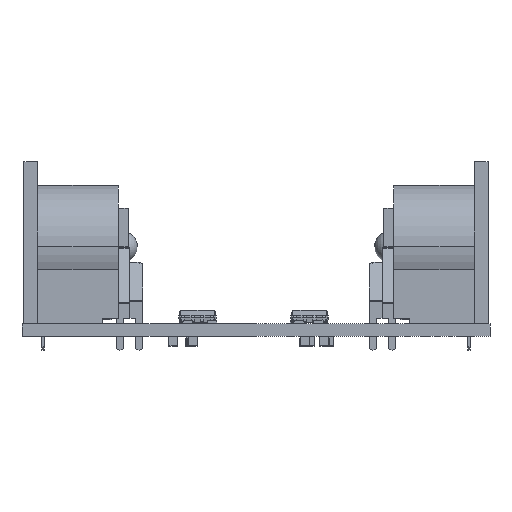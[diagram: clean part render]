
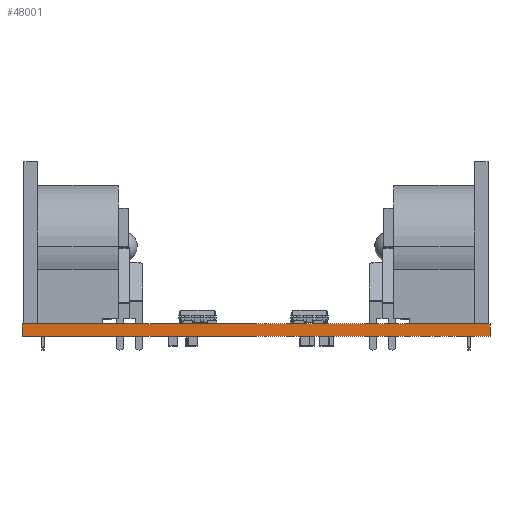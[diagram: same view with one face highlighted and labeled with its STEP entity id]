
A CAD part, front view. The second image highlights one B-rep face of the part: STEP entity #48001.
In plain terms, the highlighted planar face has unit normal (0, -1, 0).
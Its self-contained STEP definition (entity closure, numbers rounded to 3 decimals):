
#41836 = PLANE('',#41837);
#41837 = AXIS2_PLACEMENT_3D('',#41838,#41839,#41840);
#41838 = CARTESIAN_POINT('',(137.16,-156.972,0.));
#41839 = DIRECTION('',(-1.,0.,0.));
#41840 = DIRECTION('',(0.,1.,0.));
#41864 = PLANE('',#41865);
#41865 = AXIS2_PLACEMENT_3D('',#41866,#41867,#41868);
#41866 = CARTESIAN_POINT('',(106.68,-87.376,1.6));
#41867 = DIRECTION('',(0.,0.,1.));
#41868 = DIRECTION('',(1.,0.,-0.));
#41892 = PLANE('',#41893);
#41893 = AXIS2_PLACEMENT_3D('',#41894,#41895,#41896);
#41894 = CARTESIAN_POINT('',(76.2,-17.78,0.));
#41895 = DIRECTION('',(1.,0.,-0.));
#41896 = DIRECTION('',(0.,-1.,0.));
#41918 = PLANE('',#41919);
#41919 = AXIS2_PLACEMENT_3D('',#41920,#41921,#41922);
#41920 = CARTESIAN_POINT('',(106.68,-87.376,0.));
#41921 = DIRECTION('',(0.,0.,1.));
#41922 = DIRECTION('',(1.,0.,-0.));
#41933 = EDGE_CURVE('',#41934,#41936,#41938,.T.);
#41934 = VERTEX_POINT('',#41935);
#41935 = CARTESIAN_POINT('',(137.16,-156.972,0.));
#41936 = VERTEX_POINT('',#41937);
#41937 = CARTESIAN_POINT('',(137.16,-156.972,1.6));
#41938 = SURFACE_CURVE('',#41939,(#41943,#41950),.PCURVE_S1.);
#41939 = LINE('',#41940,#41941);
#41940 = CARTESIAN_POINT('',(137.16,-156.972,0.));
#41941 = VECTOR('',#41942,1.);
#41942 = DIRECTION('',(0.,0.,1.));
#41943 = PCURVE('',#41836,#41944);
#41944 = DEFINITIONAL_REPRESENTATION('',(#41945),#41949);
#41945 = LINE('',#41946,#41947);
#41946 = CARTESIAN_POINT('',(0.,0.));
#41947 = VECTOR('',#41948,1.);
#41948 = DIRECTION('',(0.,-1.));
#41949 = ( GEOMETRIC_REPRESENTATION_CONTEXT(2) 
PARAMETRIC_REPRESENTATION_CONTEXT() REPRESENTATION_CONTEXT('2D SPACE',''
  ) );
#41950 = PCURVE('',#41951,#41956);
#41951 = PLANE('',#41952);
#41952 = AXIS2_PLACEMENT_3D('',#41953,#41954,#41955);
#41953 = CARTESIAN_POINT('',(76.2,-156.972,0.));
#41954 = DIRECTION('',(0.,1.,0.));
#41955 = DIRECTION('',(1.,0.,0.));
#41956 = DEFINITIONAL_REPRESENTATION('',(#41957),#41961);
#41957 = LINE('',#41958,#41959);
#41958 = CARTESIAN_POINT('',(60.96,0.));
#41959 = VECTOR('',#41960,1.);
#41960 = DIRECTION('',(0.,-1.));
#41961 = ( GEOMETRIC_REPRESENTATION_CONTEXT(2) 
PARAMETRIC_REPRESENTATION_CONTEXT() REPRESENTATION_CONTEXT('2D SPACE',''
  ) );
#42011 = VERTEX_POINT('',#42012);
#42012 = CARTESIAN_POINT('',(76.2,-156.972,1.6));
#42033 = EDGE_CURVE('',#42034,#42011,#42036,.T.);
#42034 = VERTEX_POINT('',#42035);
#42035 = CARTESIAN_POINT('',(76.2,-156.972,0.));
#42036 = SURFACE_CURVE('',#42037,(#42041,#42048),.PCURVE_S1.);
#42037 = LINE('',#42038,#42039);
#42038 = CARTESIAN_POINT('',(76.2,-156.972,0.));
#42039 = VECTOR('',#42040,1.);
#42040 = DIRECTION('',(0.,0.,1.));
#42041 = PCURVE('',#41892,#42042);
#42042 = DEFINITIONAL_REPRESENTATION('',(#42043),#42047);
#42043 = LINE('',#42044,#42045);
#42044 = CARTESIAN_POINT('',(139.192,0.));
#42045 = VECTOR('',#42046,1.);
#42046 = DIRECTION('',(0.,-1.));
#42047 = ( GEOMETRIC_REPRESENTATION_CONTEXT(2) 
PARAMETRIC_REPRESENTATION_CONTEXT() REPRESENTATION_CONTEXT('2D SPACE',''
  ) );
#42048 = PCURVE('',#41951,#42049);
#42049 = DEFINITIONAL_REPRESENTATION('',(#42050),#42054);
#42050 = LINE('',#42051,#42052);
#42051 = CARTESIAN_POINT('',(0.,0.));
#42052 = VECTOR('',#42053,1.);
#42053 = DIRECTION('',(0.,-1.));
#42054 = ( GEOMETRIC_REPRESENTATION_CONTEXT(2) 
PARAMETRIC_REPRESENTATION_CONTEXT() REPRESENTATION_CONTEXT('2D SPACE',''
  ) );
#42082 = EDGE_CURVE('',#42034,#41934,#42083,.T.);
#42083 = SURFACE_CURVE('',#42084,(#42088,#42095),.PCURVE_S1.);
#42084 = LINE('',#42085,#42086);
#42085 = CARTESIAN_POINT('',(76.2,-156.972,0.));
#42086 = VECTOR('',#42087,1.);
#42087 = DIRECTION('',(1.,0.,0.));
#42088 = PCURVE('',#41918,#42089);
#42089 = DEFINITIONAL_REPRESENTATION('',(#42090),#42094);
#42090 = LINE('',#42091,#42092);
#42091 = CARTESIAN_POINT('',(-30.48,-69.596));
#42092 = VECTOR('',#42093,1.);
#42093 = DIRECTION('',(1.,0.));
#42094 = ( GEOMETRIC_REPRESENTATION_CONTEXT(2) 
PARAMETRIC_REPRESENTATION_CONTEXT() REPRESENTATION_CONTEXT('2D SPACE',''
  ) );
#42095 = PCURVE('',#41951,#42096);
#42096 = DEFINITIONAL_REPRESENTATION('',(#42097),#42101);
#42097 = LINE('',#42098,#42099);
#42098 = CARTESIAN_POINT('',(0.,0.));
#42099 = VECTOR('',#42100,1.);
#42100 = DIRECTION('',(1.,0.));
#42101 = ( GEOMETRIC_REPRESENTATION_CONTEXT(2) 
PARAMETRIC_REPRESENTATION_CONTEXT() REPRESENTATION_CONTEXT('2D SPACE',''
  ) );
#45302 = EDGE_CURVE('',#42011,#41936,#45303,.T.);
#45303 = SURFACE_CURVE('',#45304,(#45308,#45315),.PCURVE_S1.);
#45304 = LINE('',#45305,#45306);
#45305 = CARTESIAN_POINT('',(76.2,-156.972,1.6));
#45306 = VECTOR('',#45307,1.);
#45307 = DIRECTION('',(1.,0.,0.));
#45308 = PCURVE('',#41864,#45309);
#45309 = DEFINITIONAL_REPRESENTATION('',(#45310),#45314);
#45310 = LINE('',#45311,#45312);
#45311 = CARTESIAN_POINT('',(-30.48,-69.596));
#45312 = VECTOR('',#45313,1.);
#45313 = DIRECTION('',(1.,0.));
#45314 = ( GEOMETRIC_REPRESENTATION_CONTEXT(2) 
PARAMETRIC_REPRESENTATION_CONTEXT() REPRESENTATION_CONTEXT('2D SPACE',''
  ) );
#45315 = PCURVE('',#41951,#45316);
#45316 = DEFINITIONAL_REPRESENTATION('',(#45317),#45321);
#45317 = LINE('',#45318,#45319);
#45318 = CARTESIAN_POINT('',(0.,-1.6));
#45319 = VECTOR('',#45320,1.);
#45320 = DIRECTION('',(1.,0.));
#45321 = ( GEOMETRIC_REPRESENTATION_CONTEXT(2) 
PARAMETRIC_REPRESENTATION_CONTEXT() REPRESENTATION_CONTEXT('2D SPACE',''
  ) );
#48001 = ADVANCED_FACE('',(#48002),#41951,.F.);
#48002 = FACE_BOUND('',#48003,.F.);
#48003 = EDGE_LOOP('',(#48004,#48005,#48006,#48007));
#48004 = ORIENTED_EDGE('',*,*,#42033,.T.);
#48005 = ORIENTED_EDGE('',*,*,#45302,.T.);
#48006 = ORIENTED_EDGE('',*,*,#41933,.F.);
#48007 = ORIENTED_EDGE('',*,*,#42082,.F.);
